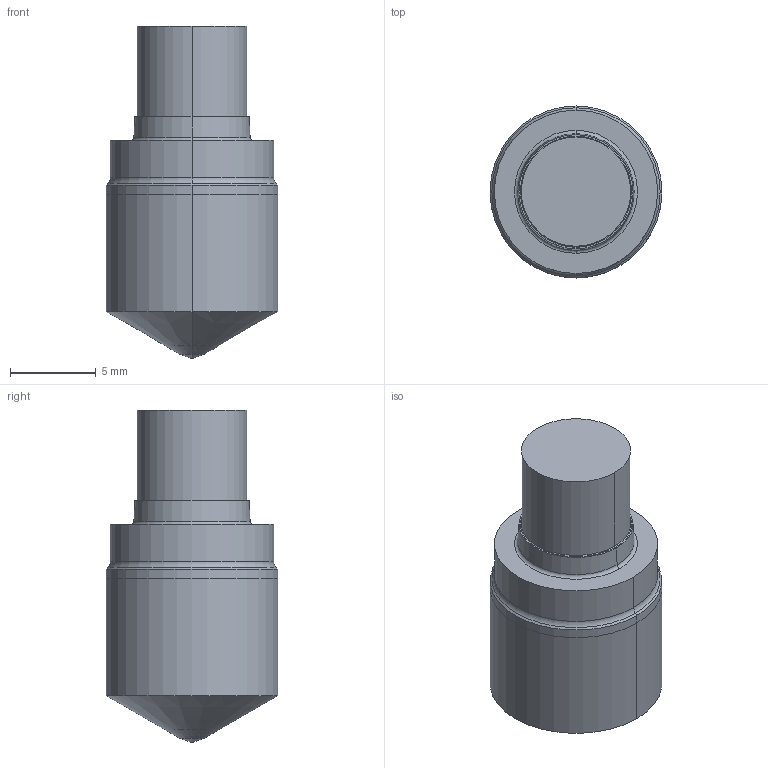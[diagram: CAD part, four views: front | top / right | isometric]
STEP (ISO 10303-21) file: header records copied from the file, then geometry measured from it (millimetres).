
FILE_DESCRIPTION((''),'2;1');
FILE_NAME('45P10009T6RA60','2015-11-21T',('schorn'),(''),'PRO/ENGINEER BY PARAMETRIC TECHNOLOGY CORPORATION, 2011490','PRO/ENGINEER BY PARAMETRIC TECHNOLOGY CORPORATION, 2011490','');
FILE_SCHEMA(('AUTOMOTIVE_DESIGN { 1 2 10303 214 0 1 1 1 }'));
Length unit declared in the file: millimetre
Products named in the file (3): NOCUT; CUT; 45P10009T6RA60
Assembly tree (2 placements, depth 2):
  45P10009T6RA60
    NOCUT
    CUT
Bounding box: 10 x 10 x 19.32 mm (x, y, z)
Volume: 1056.2 mm3; surface area: 761.3 mm2
Topology: 2 solids, 2 shells, 32 faces, 62 edges, 38 vertices
Faces by surface type: cone 10, cylinder 8, plane 6, torus 6, bspline 2
Entity records: 1276 total; most frequent: DIRECTION 192, CARTESIAN_POINT 179, ORIENTED_EDGE 120, AXIS2_PLACEMENT_3D 86, PRESENTATION_STYLE_ASSIGNMENT 69, STYLED_ITEM 69, CURVE_STYLE 67, EDGE_CURVE 60
